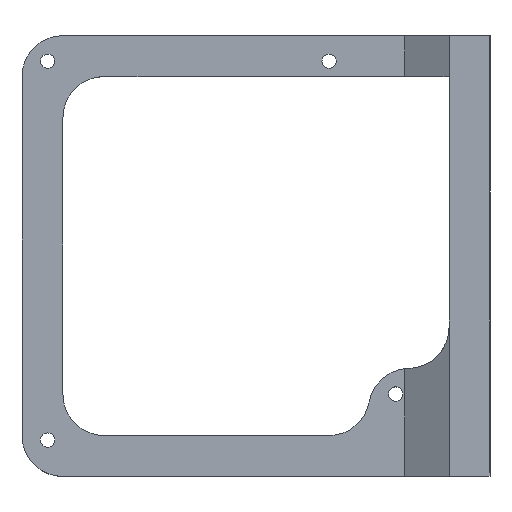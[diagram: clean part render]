
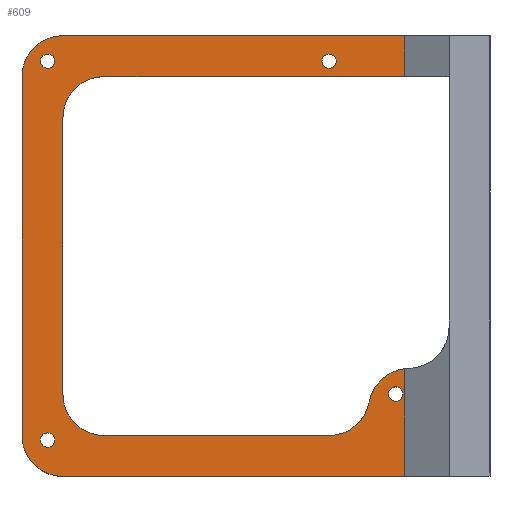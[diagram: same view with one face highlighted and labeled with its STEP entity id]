
A CAD part, top view. The second image highlights one B-rep face of the part: STEP entity #609.
In plain terms, the highlighted planar face has unit normal (0, 0, 1).
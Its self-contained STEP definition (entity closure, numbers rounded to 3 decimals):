
#21=FACE_BOUND('',#90,.T.);
#22=FACE_BOUND('',#91,.T.);
#23=FACE_BOUND('',#92,.T.);
#24=FACE_BOUND('',#93,.T.);
#38=PLANE('',#673);
#53=FACE_OUTER_BOUND('',#89,.T.);
#89=EDGE_LOOP('',(#442,#443,#444,#445,#446,#447,#448,#449,#450,#451,#452,
#453,#454,#455));
#90=EDGE_LOOP('',(#456));
#91=EDGE_LOOP('',(#457));
#92=EDGE_LOOP('',(#458));
#93=EDGE_LOOP('',(#459));
#142=LINE('',#953,#194);
#144=LINE('',#959,#196);
#145=LINE('',#963,#197);
#146=LINE('',#967,#198);
#147=LINE('',#969,#199);
#148=LINE('',#971,#200);
#149=LINE('',#975,#201);
#150=LINE('',#978,#202);
#194=VECTOR('',#765,10.);
#196=VECTOR('',#771,10.);
#197=VECTOR('',#774,10.);
#198=VECTOR('',#777,10.);
#199=VECTOR('',#778,10.);
#200=VECTOR('',#779,10.);
#201=VECTOR('',#782,10.);
#202=VECTOR('',#785,10.);
#244=CIRCLE('',#670,8.);
#245=CIRCLE('',#674,8.);
#246=CIRCLE('',#675,8.);
#247=CIRCLE('',#676,8.);
#248=CIRCLE('',#677,8.);
#249=CIRCLE('',#678,8.);
#250=CIRCLE('',#679,1.4);
#251=CIRCLE('',#680,1.4);
#252=CIRCLE('',#681,1.4);
#253=CIRCLE('',#682,1.4);
#286=VERTEX_POINT('',#946);
#287=VERTEX_POINT('',#948);
#288=VERTEX_POINT('',#952);
#289=VERTEX_POINT('',#956);
#290=VERTEX_POINT('',#958);
#291=VERTEX_POINT('',#960);
#292=VERTEX_POINT('',#962);
#293=VERTEX_POINT('',#964);
#294=VERTEX_POINT('',#966);
#295=VERTEX_POINT('',#968);
#296=VERTEX_POINT('',#970);
#297=VERTEX_POINT('',#972);
#298=VERTEX_POINT('',#974);
#299=VERTEX_POINT('',#976);
#300=VERTEX_POINT('',#979);
#301=VERTEX_POINT('',#981);
#302=VERTEX_POINT('',#983);
#303=VERTEX_POINT('',#985);
#346=EDGE_CURVE('',#286,#287,#244,.T.);
#348=EDGE_CURVE('',#287,#288,#142,.T.);
#350=EDGE_CURVE('',#289,#286,#245,.T.);
#351=EDGE_CURVE('',#289,#290,#144,.T.);
#352=EDGE_CURVE('',#291,#290,#246,.T.);
#353=EDGE_CURVE('',#291,#292,#145,.T.);
#354=EDGE_CURVE('',#293,#292,#247,.T.);
#355=EDGE_CURVE('',#293,#294,#146,.T.);
#356=EDGE_CURVE('',#295,#294,#147,.T.);
#357=EDGE_CURVE('',#295,#296,#148,.T.);
#358=EDGE_CURVE('',#297,#296,#248,.T.);
#359=EDGE_CURVE('',#297,#298,#149,.T.);
#360=EDGE_CURVE('',#299,#298,#249,.T.);
#361=EDGE_CURVE('',#299,#288,#150,.T.);
#362=EDGE_CURVE('',#300,#300,#250,.T.);
#363=EDGE_CURVE('',#301,#301,#251,.T.);
#364=EDGE_CURVE('',#302,#302,#252,.T.);
#365=EDGE_CURVE('',#303,#303,#253,.T.);
#442=ORIENTED_EDGE('',*,*,#346,.F.);
#443=ORIENTED_EDGE('',*,*,#350,.F.);
#444=ORIENTED_EDGE('',*,*,#351,.T.);
#445=ORIENTED_EDGE('',*,*,#352,.F.);
#446=ORIENTED_EDGE('',*,*,#353,.T.);
#447=ORIENTED_EDGE('',*,*,#354,.F.);
#448=ORIENTED_EDGE('',*,*,#355,.T.);
#449=ORIENTED_EDGE('',*,*,#356,.F.);
#450=ORIENTED_EDGE('',*,*,#357,.T.);
#451=ORIENTED_EDGE('',*,*,#358,.F.);
#452=ORIENTED_EDGE('',*,*,#359,.T.);
#453=ORIENTED_EDGE('',*,*,#360,.F.);
#454=ORIENTED_EDGE('',*,*,#361,.T.);
#455=ORIENTED_EDGE('',*,*,#348,.F.);
#456=ORIENTED_EDGE('',*,*,#362,.T.);
#457=ORIENTED_EDGE('',*,*,#363,.T.);
#458=ORIENTED_EDGE('',*,*,#364,.T.);
#459=ORIENTED_EDGE('',*,*,#365,.T.);
#609=ADVANCED_FACE('',(#53,#21,#22,#23,#24),#38,.T.);
#670=AXIS2_PLACEMENT_3D('',#949,#759,#760);
#673=AXIS2_PLACEMENT_3D('',#955,#767,#768);
#674=AXIS2_PLACEMENT_3D('',#957,#769,#770);
#675=AXIS2_PLACEMENT_3D('',#961,#772,#773);
#676=AXIS2_PLACEMENT_3D('',#965,#775,#776);
#677=AXIS2_PLACEMENT_3D('',#973,#780,#781);
#678=AXIS2_PLACEMENT_3D('',#977,#783,#784);
#679=AXIS2_PLACEMENT_3D('',#980,#786,#787);
#680=AXIS2_PLACEMENT_3D('',#982,#788,#789);
#681=AXIS2_PLACEMENT_3D('',#984,#790,#791);
#682=AXIS2_PLACEMENT_3D('',#986,#792,#793);
#759=DIRECTION('center_axis',(0.,0.,
-1.));
#760=DIRECTION('ref_axis',(0.,-1.,0.));
#765=DIRECTION('',(0.,-1.,0.));
#767=DIRECTION('center_axis',(0.,0.,
1.));
#768=DIRECTION('ref_axis',(1.,0.,0.));
#769=DIRECTION('center_axis',(0.,0.,
1.));
#770=DIRECTION('ref_axis',(0.707,-0.707,0.));
#771=DIRECTION('',(-1.,0.,0.));
#772=DIRECTION('center_axis',(0.,0.,
1.));
#773=DIRECTION('ref_axis',(-0.707,-0.707,0.));
#774=DIRECTION('',(0.,1.,0.));
#775=DIRECTION('center_axis',(0.,0.,
1.));
#776=DIRECTION('ref_axis',(-0.707,0.707,0.));
#777=DIRECTION('',(1.,0.,0.));
#778=DIRECTION('',(0.,-1.,0.));
#779=DIRECTION('',(-1.,0.,0.));
#780=DIRECTION('center_axis',(0.,0.,
-1.));
#781=DIRECTION('ref_axis',(-0.707,0.707,0.));
#782=DIRECTION('',(0.,-1.,0.));
#783=DIRECTION('center_axis',(0.,0.,
-1.));
#784=DIRECTION('ref_axis',(-0.707,-0.707,0.));
#785=DIRECTION('',(1.,0.,0.));
#786=DIRECTION('center_axis',(0.,0.,
-1.));
#787=DIRECTION('ref_axis',(-1.,0.,0.));
#788=DIRECTION('center_axis',(0.,0.,
-1.));
#789=DIRECTION('ref_axis',(-1.,0.,0.));
#790=DIRECTION('center_axis',(0.,0.,
-1.));
#791=DIRECTION('ref_axis',(-1.,0.,0.));
#792=DIRECTION('center_axis',(0.,0.,
-1.));
#793=DIRECTION('ref_axis',(-1.,0.,0.));
#946=CARTESIAN_POINT('',(24.604,-29.959,11.));
#948=CARTESIAN_POINT('',(31.534,-23.462,11.));
#949=CARTESIAN_POINT('Origin',(32.472,-31.406,11.));
#952=CARTESIAN_POINT('',(31.534,-44.512,11.));
#953=CARTESIAN_POINT('',(31.534,16.061,11.));
#955=CARTESIAN_POINT('Origin',(2.486,-1.463,11.));
#956=CARTESIAN_POINT('',(16.736,-36.512,11.));
#957=CARTESIAN_POINT('Origin',(16.736,-28.512,11.));
#958=CARTESIAN_POINT('',(-27.222,-36.512,11.));
#959=CARTESIAN_POINT('',(40.194,-36.512,11.));
#960=CARTESIAN_POINT('',(-35.222,-28.512,11.));
#961=CARTESIAN_POINT('Origin',(-27.222,-28.512,11.));
#962=CARTESIAN_POINT('',(-35.222,25.586,11.));
#963=CARTESIAN_POINT('',(-35.222,-36.512,11.));
#964=CARTESIAN_POINT('',(-27.222,33.586,11.));
#965=CARTESIAN_POINT('Origin',(-27.222,25.586,11.));
#966=CARTESIAN_POINT('',(31.534,33.586,11.));
#967=CARTESIAN_POINT('',(-35.222,33.586,11.));
#968=CARTESIAN_POINT('',(31.534,41.586,11.));
#969=CARTESIAN_POINT('',(31.534,16.061,11.));
#970=CARTESIAN_POINT('',(-35.222,41.586,11.));
#971=CARTESIAN_POINT('',(48.194,41.586,11.));
#972=CARTESIAN_POINT('',(-43.222,33.586,11.));
#973=CARTESIAN_POINT('Origin',(-35.222,33.586,11.));
#974=CARTESIAN_POINT('',(-43.222,-36.512,11.));
#975=CARTESIAN_POINT('',(-43.222,41.586,11.));
#976=CARTESIAN_POINT('',(-35.222,-44.512,11.));
#977=CARTESIAN_POINT('Origin',(-35.222,-36.512,11.));
#978=CARTESIAN_POINT('',(-43.222,-44.512,11.));
#979=CARTESIAN_POINT('',(31.178,-28.414,11.));
#980=CARTESIAN_POINT('Origin',(29.778,-28.414,11.));
#981=CARTESIAN_POINT('',(-36.822,36.586,11.));
#982=CARTESIAN_POINT('Origin',(-38.222,36.586,11.));
#983=CARTESIAN_POINT('',(18.178,36.586,11.));
#984=CARTESIAN_POINT('Origin',(16.778,36.586,11.));
#985=CARTESIAN_POINT('',(-36.822,-37.414,11.));
#986=CARTESIAN_POINT('Origin',(-38.222,-37.414,11.));
